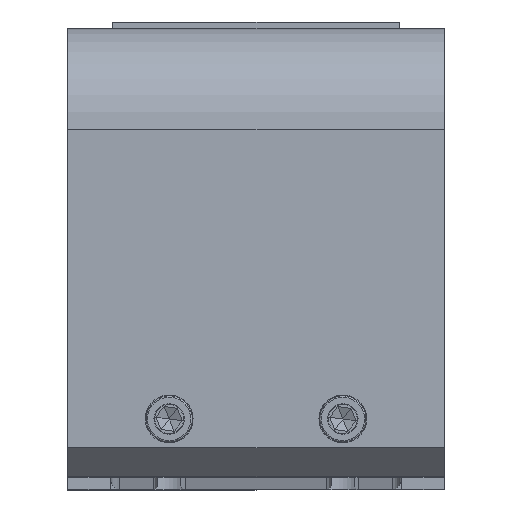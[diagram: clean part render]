
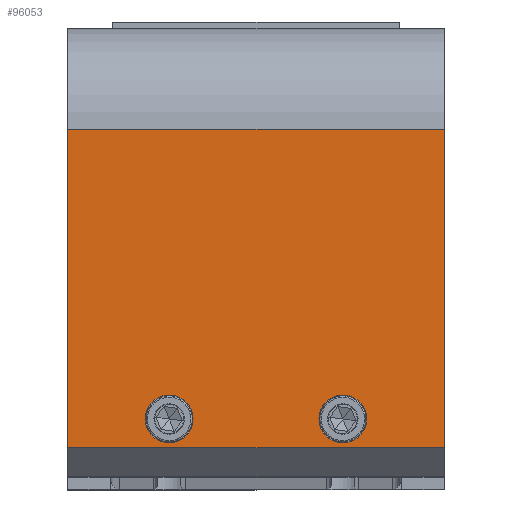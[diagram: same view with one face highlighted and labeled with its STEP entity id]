
A CAD part, top view. The second image highlights one B-rep face of the part: STEP entity #96053.
In plain terms, the highlighted planar face has unit normal (0, 0, 1).
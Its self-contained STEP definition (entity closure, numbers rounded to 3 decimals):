
#1952 = LINE ( 'NONE', #169475, #166979 ) ;
#2310 = ORIENTED_EDGE ( 'NONE', *, *, #126411, .F. ) ;
#11578 = DIRECTION ( 'NONE',  ( 1., 0., 0. ) ) ;
#11839 = EDGE_CURVE ( 'NONE', #210285, #78722, #28573, .T. ) ;
#16859 = DIRECTION ( 'NONE',  ( 1., 0., 0. ) ) ;
#22142 = DIRECTION ( 'NONE',  ( 1., 0., 0. ) ) ;
#23268 = CARTESIAN_POINT ( 'NONE',  ( 113.467, 207.762, 762.525 ) ) ;
#24534 = DIRECTION ( 'NONE',  ( 0., 0., 1. ) ) ;
#26598 = EDGE_CURVE ( 'NONE', #127761, #237294, #205204, .T. ) ;
#27806 = CARTESIAN_POINT ( 'NONE',  ( 78.467, 307.762, 762.525 ) ) ;
#28573 = CIRCLE ( 'NONE', #89877, 8.25 ) ;
#30499 = VECTOR ( 'NONE', #181154, 1000. ) ;
#35840 = ORIENTED_EDGE ( 'NONE', *, *, #166110, .F. ) ;
#39992 = CARTESIAN_POINT ( 'NONE',  ( 121.717, 207.762, 762.525 ) ) ;
#42483 = DIRECTION ( 'NONE',  ( 1., 0., 0. ) ) ;
#42590 = DIRECTION ( 'NONE',  ( 0., 0., 1. ) ) ;
#43943 = AXIS2_PLACEMENT_3D ( 'NONE', #23268, #24534, #42483 ) ;
#45127 = CARTESIAN_POINT ( 'NONE',  ( 173.467, 207.762, 762.525 ) ) ;
#60134 = CARTESIAN_POINT ( 'NONE',  ( 105.217, 207.762, 762.525 ) ) ;
#61301 = CARTESIAN_POINT ( 'NONE',  ( 208.467, 197.762, 762.525 ) ) ;
#66830 = CARTESIAN_POINT ( 'NONE',  ( 173.467, 207.762, 762.525 ) ) ;
#68701 = CARTESIAN_POINT ( 'NONE',  ( 165.217, 207.762, 762.525 ) ) ;
#78722 = VERTEX_POINT ( 'NONE', #68701 ) ;
#84065 = CARTESIAN_POINT ( 'NONE',  ( 208.467, 307.762, 762.525 ) ) ;
#86982 = DIRECTION ( 'NONE',  ( 0., 0., 1. ) ) ;
#89376 = VECTOR ( 'NONE', #114436, 1000. ) ;
#89877 = AXIS2_PLACEMENT_3D ( 'NONE', #45127, #42590, #22142 ) ;
#89967 = LINE ( 'NONE', #241890, #155601 ) ;
#90484 = EDGE_CURVE ( 'NONE', #246487, #102042, #89967, .T. ) ;
#92303 = DIRECTION ( 'NONE',  ( 0., 0., 1. ) ) ;
#96053 = ADVANCED_FACE ( 'NONE', ( #220706, #162007, #123762 ), #239904, .F. ) ;
#100609 = VERTEX_POINT ( 'NONE', #163404 ) ;
#102042 = VERTEX_POINT ( 'NONE', #191832 ) ;
#104003 = CARTESIAN_POINT ( 'NONE',  ( 181.717, 207.762, 762.525 ) ) ;
#114436 = DIRECTION ( 'NONE',  ( -1., 0., 0. ) ) ;
#117795 = EDGE_CURVE ( 'NONE', #78722, #210285, #145188, .T. ) ;
#123762 = FACE_OUTER_BOUND ( 'NONE', #213600, .T. ) ;
#126411 = EDGE_CURVE ( 'NONE', #237294, #127761, #227346, .T. ) ;
#127761 = VERTEX_POINT ( 'NONE', #39992 ) ;
#128781 = AXIS2_PLACEMENT_3D ( 'NONE', #66830, #92303, #16859 ) ;
#139174 = LINE ( 'NONE', #61301, #30499 ) ;
#143343 = AXIS2_PLACEMENT_3D ( 'NONE', #249192, #191697, #172549 ) ;
#145188 = CIRCLE ( 'NONE', #128781, 8.25 ) ;
#146075 = VERTEX_POINT ( 'NONE', #84065 ) ;
#146148 = DIRECTION ( 'NONE',  ( 0., -1., 0. ) ) ;
#155601 = VECTOR ( 'NONE', #146148, 1000. ) ;
#162007 = FACE_BOUND ( 'NONE', #190945, .T. ) ;
#163404 = CARTESIAN_POINT ( 'NONE',  ( 208.467, 197.762, 762.525 ) ) ;
#166110 = EDGE_CURVE ( 'NONE', #100609, #102042, #201313, .T. ) ;
#166979 = VECTOR ( 'NONE', #216323, 1000. ) ;
#169475 = CARTESIAN_POINT ( 'NONE',  ( 208.467, 307.762, 762.525 ) ) ;
#172549 = DIRECTION ( 'NONE',  ( -1., 0., 0. ) ) ;
#181154 = DIRECTION ( 'NONE',  ( 0., -1., 0. ) ) ;
#186067 = ORIENTED_EDGE ( 'NONE', *, *, #117795, .F. ) ;
#186333 = CARTESIAN_POINT ( 'NONE',  ( 113.467, 207.762, 762.525 ) ) ;
#190945 = EDGE_LOOP ( 'NONE', ( #232049, #186067 ) ) ;
#191697 = DIRECTION ( 'NONE',  ( 0., 0., -1. ) ) ;
#191832 = CARTESIAN_POINT ( 'NONE',  ( 78.467, 197.762, 762.525 ) ) ;
#201313 = LINE ( 'NONE', #211350, #89376 ) ;
#204281 = ORIENTED_EDGE ( 'NONE', *, *, #26598, .F. ) ;
#205204 = CIRCLE ( 'NONE', #233645, 8.25 ) ;
#209830 = ORIENTED_EDGE ( 'NONE', *, *, #90484, .T. ) ;
#210197 = EDGE_CURVE ( 'NONE', #146075, #246487, #1952, .T. ) ;
#210285 = VERTEX_POINT ( 'NONE', #104003 ) ;
#211350 = CARTESIAN_POINT ( 'NONE',  ( 208.467, 197.762, 762.525 ) ) ;
#213600 = EDGE_LOOP ( 'NONE', ( #209830, #35840, #221525, #222223 ) ) ;
#216323 = DIRECTION ( 'NONE',  ( -1., 0., 0. ) ) ;
#220706 = FACE_BOUND ( 'NONE', #227479, .T. ) ;
#221525 = ORIENTED_EDGE ( 'NONE', *, *, #238548, .F. ) ;
#222223 = ORIENTED_EDGE ( 'NONE', *, *, #210197, .T. ) ;
#227346 = CIRCLE ( 'NONE', #43943, 8.25 ) ;
#227479 = EDGE_LOOP ( 'NONE', ( #204281, #2310 ) ) ;
#232049 = ORIENTED_EDGE ( 'NONE', *, *, #11839, .F. ) ;
#233645 = AXIS2_PLACEMENT_3D ( 'NONE', #186333, #86982, #11578 ) ;
#237294 = VERTEX_POINT ( 'NONE', #60134 ) ;
#238548 = EDGE_CURVE ( 'NONE', #146075, #100609, #139174, .T. ) ;
#239904 = PLANE ( 'NONE',  #143343 ) ;
#241890 = CARTESIAN_POINT ( 'NONE',  ( 78.467, 197.762, 762.525 ) ) ;
#246487 = VERTEX_POINT ( 'NONE', #27806 ) ;
#249192 = CARTESIAN_POINT ( 'NONE',  ( 208.467, 197.762, 762.525 ) ) ;
